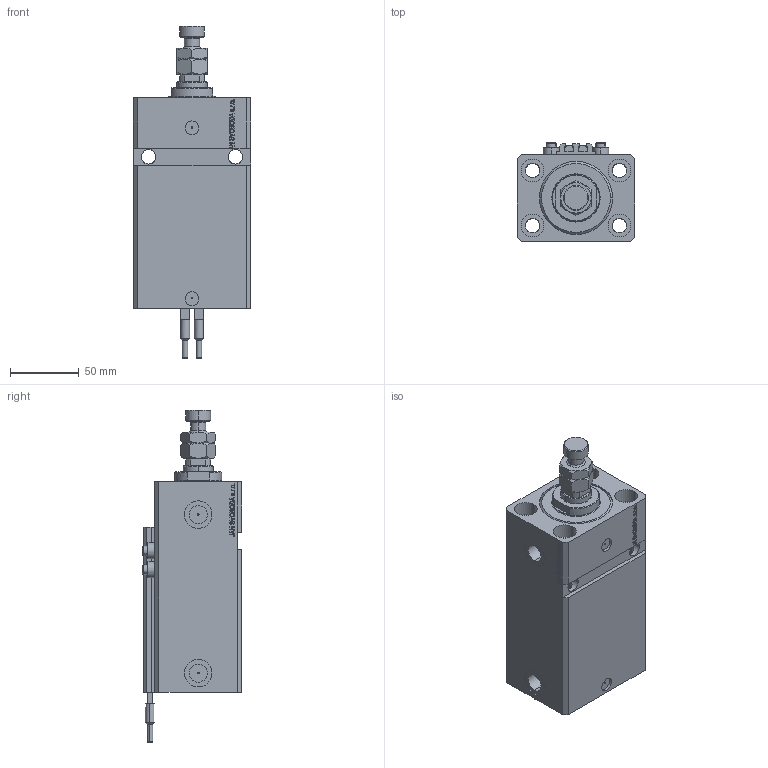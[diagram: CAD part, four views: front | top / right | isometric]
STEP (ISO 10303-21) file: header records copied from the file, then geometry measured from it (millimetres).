
FILE_DESCRIPTION (( 'STEP AP203' ), '1' );
FILE_NAME ('7a7d.STEP', '2022-04-09T14:01:26', ( '' ), ( '' ), 'SwSTEP 2.0', 'SolidWorks 2019', '' );
FILE_SCHEMA (( 'CONFIG_CONTROL_DESIGN' ));
Length unit declared in the file: millimetre
Products named in the file (7): V250CE_C_VCP a15beaca4bd34539f259beaea87a2257; SWITCH_V250CE a15beaca4bd34539f259beaea87a2257; V250CE_E_Body a15beaca4bd34539f259beaea87a2257; ALLEN BOLT V250CE a15beaca4bd34539f259beaea87a2257; MFA a15beaca4bd34539f259beaea87a2257; 7a7d; V250CE_VC_E a15beaca4bd34539f259beaea87a2257
Assembly tree (10 placements, depth 2):
  7a7d
    V250CE_E_Body a15beaca4bd34539f259beaea87a2257
    ALLEN BOLT V250CE a15beaca4bd34539f259beaea87a2257  x4
    V250CE_C_VCP a15beaca4bd34539f259beaea87a2257
    V250CE_VC_E a15beaca4bd34539f259beaea87a2257
    MFA a15beaca4bd34539f259beaea87a2257
    SWITCH_V250CE a15beaca4bd34539f259beaea87a2257  x2
Bounding box: 85 x 72 x 240.9 mm (x, y, z)
Volume: 702296.7 mm3; surface area: 148051 mm2
Topology: 11 solids, 11 shells, 1207 faces, 2981 edges, 1915 vertices
Faces by surface type: plane 587, bspline 356, cylinder 154, cone 88, torus 22
Entity records: 50601 total; most frequent: CARTESIAN_POINT 25673, ORIENTED_EDGE 5544, DIRECTION 3794, EDGE_CURVE 2772, VERTEX_POINT 1801, LINE 1646, VECTOR 1646, EDGE_LOOP 1247
